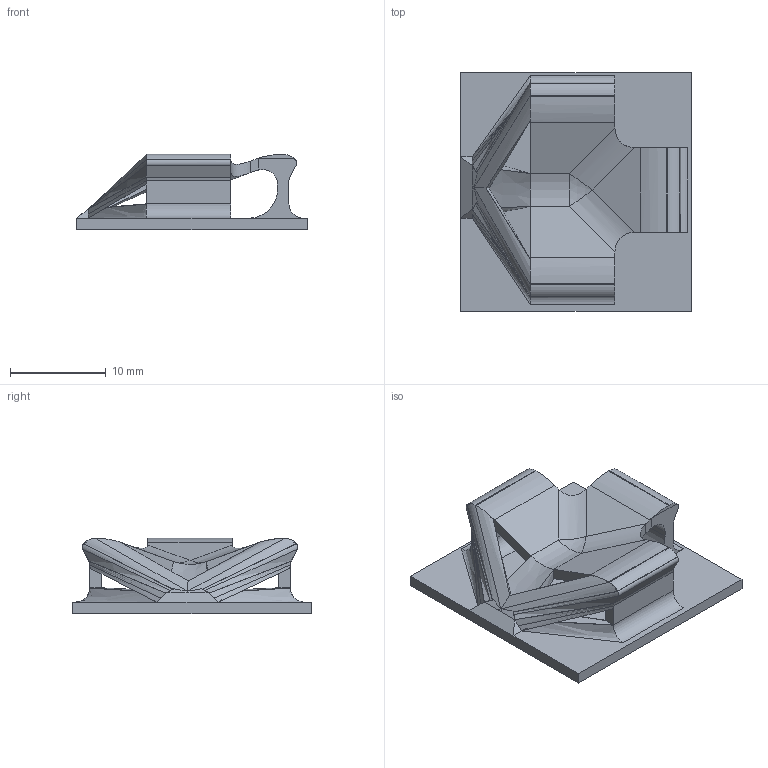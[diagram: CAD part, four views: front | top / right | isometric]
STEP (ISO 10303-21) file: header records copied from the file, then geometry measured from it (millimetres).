
FILE_DESCRIPTION(/* description */ (''),/* implementation_level */ '2;1');
FILE_NAME(/* name */ 'Multiboard - Snap Anywhere.step',/* time_stamp */ '2024-03-06T11:14:19-05:00',/* author */ (''),/* organization */ (''),/* preprocessor_version */ 'ST-DEVELOPER v20',/* originating_system */ 'Autodesk Translation Framework v12.20.1.177',/* authorisation */ '');
FILE_SCHEMA (('AUTOMOTIVE_DESIGN { 1 0 10303 214 3 1 1 }'));
Length unit declared in the file: millimetre
Products named in the file (1): Snap Anywhere 0.2 mmm
Bounding box: 24.16 x 25 x 7.88 mm (x, y, z)
Volume: 1426.2 mm3; surface area: 2359 mm2
Topology: 1 solids, 1 shells, 129 faces, 360 edges, 223 vertices
Faces by surface type: plane 56, bspline 41, cylinder 32
Entity records: 4961 total; most frequent: CARTESIAN_POINT 1796, ORIENTED_EDGE 718, DIRECTION 558, EDGE_CURVE 359, VERTEX_POINT 223, LINE 214, VECTOR 214, AXIS2_PLACEMENT_3D 172
